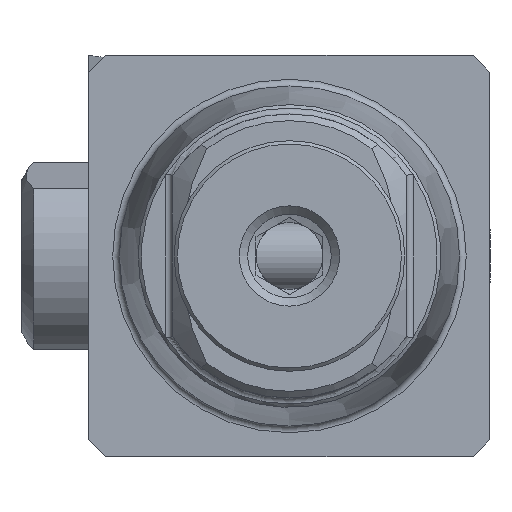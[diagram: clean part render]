
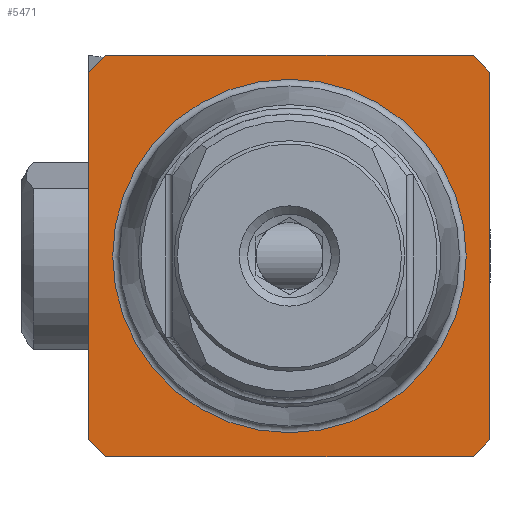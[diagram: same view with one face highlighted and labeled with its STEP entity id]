
A CAD part, left-side view. The second image highlights one B-rep face of the part: STEP entity #5471.
In plain terms, the highlighted planar face has unit normal (-1, 0, 0).
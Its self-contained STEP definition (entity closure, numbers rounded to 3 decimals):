
#25 = ORIENTED_EDGE ( 'NONE', *, *, #889, .T. ) ;
#112 = CARTESIAN_POINT ( 'NONE',  ( 0., 5.288, -6. ) ) ;
#208 = CARTESIAN_POINT ( 'NONE',  ( 0., -6., -5.5 ) ) ;
#370 = EDGE_CURVE ( 'NONE', #3312, #664, #1582, .T. ) ;
#557 = FACE_BOUND ( 'NONE', #4299, .T. ) ;
#664 = VERTEX_POINT ( 'NONE', #5755 ) ;
#713 = CARTESIAN_POINT ( 'NONE',  ( 0., -6., 0. ) ) ;
#807 = EDGE_CURVE ( 'NONE', #5221, #5441, #1566, .T. ) ;
#819 = EDGE_CURVE ( 'NONE', #5441, #3312, #2858, .T. ) ;
#889 = EDGE_CURVE ( 'NONE', #6524, #2316, #1004, .T. ) ;
#893 = CARTESIAN_POINT ( 'NONE',  ( 0., 6., 0. ) ) ;
#1004 = LINE ( 'NONE', #1392, #5686 ) ;
#1103 = VECTOR ( 'NONE', #1745, 1000. ) ;
#1105 = VECTOR ( 'NONE', #1601, 1000. ) ;
#1128 = DIRECTION ( 'NONE',  ( 0., -1., 0. ) ) ;
#1218 = CARTESIAN_POINT ( 'NONE',  ( 0., 6., 5.5 ) ) ;
#1392 = CARTESIAN_POINT ( 'NONE',  ( 0., 5.5, -6. ) ) ;
#1482 = VECTOR ( 'NONE', #3319, 1000. ) ;
#1511 = LINE ( 'NONE', #893, #6192 ) ;
#1521 = LINE ( 'NONE', #713, #1929 ) ;
#1566 = LINE ( 'NONE', #1741, #4240 ) ;
#1582 = LINE ( 'NONE', #1218, #1103 ) ;
#1601 = DIRECTION ( 'NONE',  ( 0., -0.707, 0.707 ) ) ;
#1610 = ORIENTED_EDGE ( 'NONE', *, *, #3741, .F. ) ;
#1738 = CARTESIAN_POINT ( 'NONE',  ( 0., 6., -5.5 ) ) ;
#1741 = CARTESIAN_POINT ( 'NONE',  ( 0., -5.5, 6. ) ) ;
#1745 = DIRECTION ( 'NONE',  ( 0., 0.707, -0.707 ) ) ;
#1915 = DIRECTION ( 'NONE',  ( 0., -0.707, -0.707 ) ) ;
#1929 = VECTOR ( 'NONE', #2224, 1000. ) ;
#1995 = CARTESIAN_POINT ( 'NONE',  ( 0., 0., 0. ) ) ;
#2151 = VERTEX_POINT ( 'NONE', #208 ) ;
#2181 = ORIENTED_EDGE ( 'NONE', *, *, #5306, .T. ) ;
#2224 = DIRECTION ( 'NONE',  ( 0., 0., 1. ) ) ;
#2234 = FACE_OUTER_BOUND ( 'NONE', #3918, .T. ) ;
#2236 = ORIENTED_EDGE ( 'NONE', *, *, #819, .T. ) ;
#2316 = VERTEX_POINT ( 'NONE', #3846 ) ;
#2322 = LINE ( 'NONE', #4625, #1105 ) ;
#2410 = CIRCLE ( 'NONE', #3273, 5.288 ) ;
#2535 = CARTESIAN_POINT ( 'NONE',  ( 0., 0., 5.288 ) ) ;
#2627 = EDGE_CURVE ( 'NONE', #2316, #6004, #4538, .T. ) ;
#2778 = CARTESIAN_POINT ( 'NONE',  ( 0., 5.288, 6. ) ) ;
#2858 = LINE ( 'NONE', #2778, #1482 ) ;
#3045 = DIRECTION ( 'NONE',  ( -1., 0., 0. ) ) ;
#3149 = ORIENTED_EDGE ( 'NONE', *, *, #3994, .T. ) ;
#3169 = DIRECTION ( 'NONE',  ( 0., 0., -1. ) ) ;
#3245 = CARTESIAN_POINT ( 'NONE',  ( 0., -5.5, -6. ) ) ;
#3273 = AXIS2_PLACEMENT_3D ( 'NONE', #1995, #3045, #3500 ) ;
#3312 = VERTEX_POINT ( 'NONE', #5429 ) ;
#3319 = DIRECTION ( 'NONE',  ( 0., 1., 0. ) ) ;
#3355 = VERTEX_POINT ( 'NONE', #2535 ) ;
#3500 = DIRECTION ( 'NONE',  ( 0., 0., 1. ) ) ;
#3560 = EDGE_CURVE ( 'NONE', #6524, #664, #1511, .T. ) ;
#3699 = ORIENTED_EDGE ( 'NONE', *, *, #2627, .T. ) ;
#3741 = EDGE_CURVE ( 'NONE', #3355, #3355, #2410, .T. ) ;
#3748 = ORIENTED_EDGE ( 'NONE', *, *, #3560, .F. ) ;
#3846 = CARTESIAN_POINT ( 'NONE',  ( 0., 5.5, -6. ) ) ;
#3864 = ORIENTED_EDGE ( 'NONE', *, *, #807, .T. ) ;
#3918 = EDGE_LOOP ( 'NONE', ( #3149, #3864, #2236, #5936, #3748, #25, #3699, #2181 ) ) ;
#3994 = EDGE_CURVE ( 'NONE', #2151, #5221, #1521, .T. ) ;
#4207 = DIRECTION ( 'NONE',  ( 1., 0., 0. ) ) ;
#4240 = VECTOR ( 'NONE', #4378, 1000. ) ;
#4267 = CARTESIAN_POINT ( 'NONE',  ( 0., 5.288, 0. ) ) ;
#4299 = EDGE_LOOP ( 'NONE', ( #1610 ) ) ;
#4378 = DIRECTION ( 'NONE',  ( 0., 0.707, 0.707 ) ) ;
#4483 = AXIS2_PLACEMENT_3D ( 'NONE', #4267, #4207, #3169 ) ;
#4538 = LINE ( 'NONE', #112, #5661 ) ;
#4625 = CARTESIAN_POINT ( 'NONE',  ( 0., -6., -5.5 ) ) ;
#4821 = CARTESIAN_POINT ( 'NONE',  ( 0., -5.5, 6. ) ) ;
#5221 = VERTEX_POINT ( 'NONE', #5629 ) ;
#5306 = EDGE_CURVE ( 'NONE', #6004, #2151, #2322, .T. ) ;
#5429 = CARTESIAN_POINT ( 'NONE',  ( 0., 5.5, 6. ) ) ;
#5441 = VERTEX_POINT ( 'NONE', #4821 ) ;
#5471 = ADVANCED_FACE ( 'NONE', ( #557, #2234 ), #6254, .F. ) ;
#5546 = DIRECTION ( 'NONE',  ( 0., 0., 1. ) ) ;
#5629 = CARTESIAN_POINT ( 'NONE',  ( 0., -6., 5.5 ) ) ;
#5661 = VECTOR ( 'NONE', #1128, 1000. ) ;
#5686 = VECTOR ( 'NONE', #1915, 1000. ) ;
#5755 = CARTESIAN_POINT ( 'NONE',  ( 0., 6., 5.5 ) ) ;
#5936 = ORIENTED_EDGE ( 'NONE', *, *, #370, .T. ) ;
#6004 = VERTEX_POINT ( 'NONE', #3245 ) ;
#6192 = VECTOR ( 'NONE', #5546, 1000. ) ;
#6254 = PLANE ( 'NONE',  #4483 ) ;
#6524 = VERTEX_POINT ( 'NONE', #1738 ) ;
